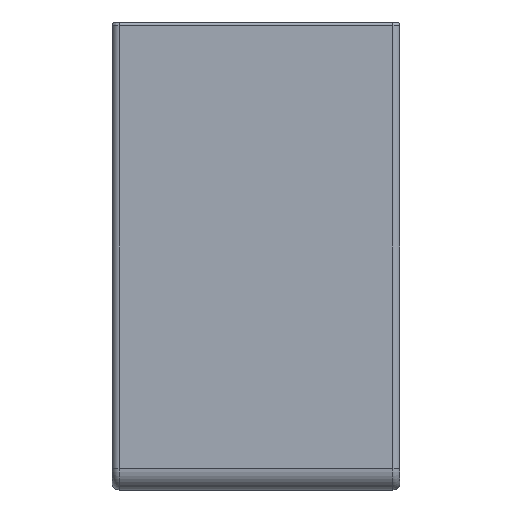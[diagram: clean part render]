
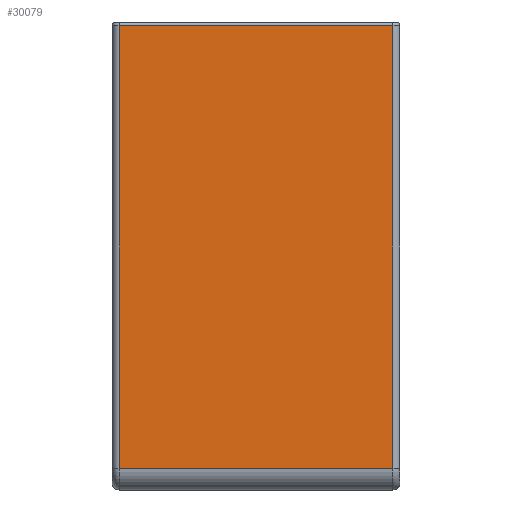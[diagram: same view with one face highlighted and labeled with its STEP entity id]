
A CAD part, left-side view. The second image highlights one B-rep face of the part: STEP entity #30079.
In plain terms, the highlighted planar face has unit normal (-1, 0, 0).
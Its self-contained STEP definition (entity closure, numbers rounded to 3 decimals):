
#9916=DIRECTION('',(0.,0.,-1.));
#9917=VECTOR('',#9916,61.5);
#9918=CARTESIAN_POINT('',(-82.5,1.,64.5));
#9919=LINE('',#9918,#9917);
#9920=DIRECTION('',(0.,1.,0.));
#9921=VECTOR('',#9920,38.);
#9922=CARTESIAN_POINT('',(-82.5,1.,3.));
#9923=LINE('',#9922,#9921);
#9924=DIRECTION('',(0.,0.,1.));
#9925=VECTOR('',#9924,61.5);
#9926=CARTESIAN_POINT('',(-82.5,39.,3.));
#9927=LINE('',#9926,#9925);
#9928=DIRECTION('',(0.,1.,0.));
#9929=VECTOR('',#9928,38.);
#9930=CARTESIAN_POINT('',(-82.5,1.,64.5));
#9931=LINE('',#9930,#9929);
#13232=CARTESIAN_POINT('',(-82.5,1.,3.));
#13233=VERTEX_POINT('',#13232);
#13239=CARTESIAN_POINT('',(-82.5,39.,3.));
#13241=VERTEX_POINT('',#13239);
#14628=CARTESIAN_POINT('',(-82.5,1.,64.5));
#14629=VERTEX_POINT('',#14628);
#14630=CARTESIAN_POINT('',(-82.5,39.,64.5));
#14631=VERTEX_POINT('',#14630);
#30065=CARTESIAN_POINT('',(-82.5,40.,0.));
#30066=DIRECTION('',(-1.,0.,0.));
#30067=DIRECTION('',(0.,-1.,0.));
#30068=AXIS2_PLACEMENT_3D('',#30065,#30066,#30067);
#30069=PLANE('',#30068);
#30071=ORIENTED_EDGE('',*,*,#30070,.T.);
#30073=ORIENTED_EDGE('',*,*,#30072,.T.);
#30075=ORIENTED_EDGE('',*,*,#30074,.T.);
#30076=ORIENTED_EDGE('',*,*,#30056,.F.);
#30077=EDGE_LOOP('',(#30071,#30073,#30075,#30076));
#30078=FACE_OUTER_BOUND('',#30077,.F.);
#30079=ADVANCED_FACE('',(#30078),#30069,.T.);
#30056=EDGE_CURVE('',#14629,#14631,#9931,.T.);
#30070=EDGE_CURVE('',#14629,#13233,#9919,.T.);
#30072=EDGE_CURVE('',#13233,#13241,#9923,.T.);
#30074=EDGE_CURVE('',#13241,#14631,#9927,.T.);
